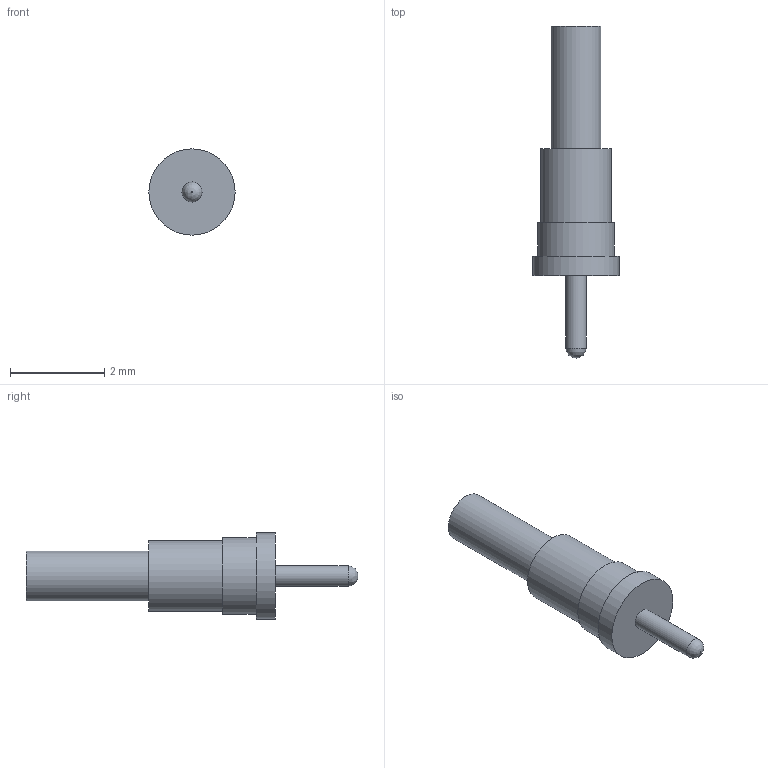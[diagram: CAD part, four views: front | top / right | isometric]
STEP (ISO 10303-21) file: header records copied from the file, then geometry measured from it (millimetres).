
FILE_DESCRIPTION(/* description */ (''),/* implementation_level */ '2;1');
FILE_NAME(/* name */ '2906-4-15-20-75-14-11-0.step',/* time_stamp */ '2024-02-16T10:44:25-05:00',/* author */ (''),/* organization */ (''),/* preprocessor_version */ 'ST-DEVELOPER v20',/* originating_system */ 'Autodesk Translation Framework v12.20.1.177',/* authorisation */ '');
FILE_SCHEMA (('AUTOMOTIVE_DESIGN { 1 0 10303 214 3 1 1 }'));
Length unit declared in the file: millimetre
Products named in the file (1): 2906-4-15-20-75-14-11-0
Bounding box: 1.83 x 7.04 x 1.83 mm (x, y, z)
Volume: 7.9 mm3; surface area: 29.5 mm2
Topology: 1 solids, 1 shells, 12 faces, 18 edges, 12 vertices
Faces by surface type: plane 6, cylinder 5, bspline 1
Full cylindrical faces by diameter (mm): 0.43 x1, 1.06 x1, 1.5 x1, 1.63 x1, 1.83 x1
Entity records: 337 total; most frequent: CARTESIAN_POINT 69, DIRECTION 55, ORIENTED_EDGE 36, AXIS2_PLACEMENT_3D 25, EDGE_CURVE 18, EDGE_LOOP 16, CIRCLE 13, FACE_OUTER_BOUND 12
